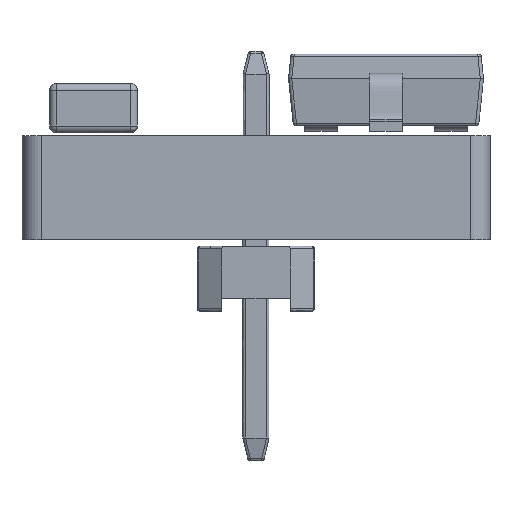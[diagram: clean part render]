
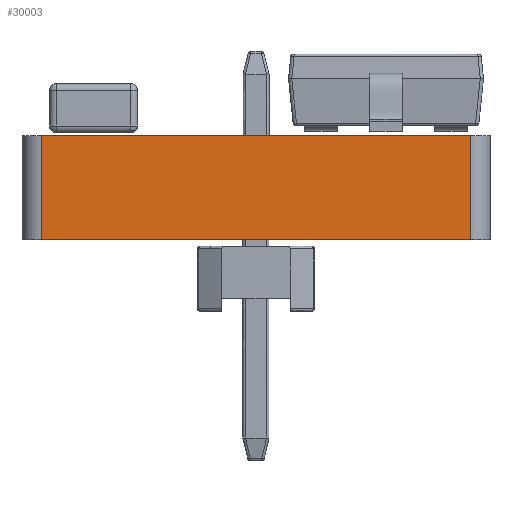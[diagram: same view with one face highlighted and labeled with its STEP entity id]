
A CAD part, front view. The second image highlights one B-rep face of the part: STEP entity #30003.
In plain terms, the highlighted planar face has unit normal (0, -1, 0).
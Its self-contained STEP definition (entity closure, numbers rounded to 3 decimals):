
#29885 = EDGE_CURVE('',#29886,#29888,#29890,.T.);
#29886 = VERTEX_POINT('',#29887);
#29887 = CARTESIAN_POINT('',(3.3,-0.9,0.));
#29888 = VERTEX_POINT('',#29889);
#29889 = CARTESIAN_POINT('',(3.3,-0.9,1.6));
#29890 = SURFACE_CURVE('',#29891,(#29895,#29907),.PCURVE_S1.);
#29891 = LINE('',#29892,#29893);
#29892 = CARTESIAN_POINT('',(3.3,-0.9,0.));
#29893 = VECTOR('',#29894,1.);
#29894 = DIRECTION('',(0.,0.,1.));
#29895 = PCURVE('',#29896,#29901);
#29896 = CYLINDRICAL_SURFACE('',#29897,0.3);
#29897 = AXIS2_PLACEMENT_3D('',#29898,#29899,#29900);
#29898 = CARTESIAN_POINT('',(3.3,-0.6,0.));
#29899 = DIRECTION('',(-0.,-0.,-1.));
#29900 = DIRECTION('',(1.,0.,-0.));
#29901 = DEFINITIONAL_REPRESENTATION('',(#29902),#29906);
#29902 = LINE('',#29903,#29904);
#29903 = CARTESIAN_POINT('',(-4.712,0.));
#29904 = VECTOR('',#29905,1.);
#29905 = DIRECTION('',(-0.,-1.));
#29906 = ( GEOMETRIC_REPRESENTATION_CONTEXT(2) 
PARAMETRIC_REPRESENTATION_CONTEXT() REPRESENTATION_CONTEXT('2D SPACE',''
  ) );
#29907 = PCURVE('',#29908,#29913);
#29908 = PLANE('',#29909);
#29909 = AXIS2_PLACEMENT_3D('',#29910,#29911,#29912);
#29910 = CARTESIAN_POINT('',(3.3,-0.9,0.));
#29911 = DIRECTION('',(0.,-1.,0.));
#29912 = DIRECTION('',(-1.,0.,0.));
#29913 = DEFINITIONAL_REPRESENTATION('',(#29914),#29918);
#29914 = LINE('',#29915,#29916);
#29915 = CARTESIAN_POINT('',(0.,0.));
#29916 = VECTOR('',#29917,1.);
#29917 = DIRECTION('',(0.,-1.));
#29918 = ( GEOMETRIC_REPRESENTATION_CONTEXT(2) 
PARAMETRIC_REPRESENTATION_CONTEXT() REPRESENTATION_CONTEXT('2D SPACE',''
  ) );
#29937 = PLANE('',#29938);
#29938 = AXIS2_PLACEMENT_3D('',#29939,#29940,#29941);
#29939 = CARTESIAN_POINT('',(0.,1.25,1.6));
#29940 = DIRECTION('',(0.,0.,1.));
#29941 = DIRECTION('',(1.,0.,-0.));
#29992 = PLANE('',#29993);
#29993 = AXIS2_PLACEMENT_3D('',#29994,#29995,#29996);
#29994 = CARTESIAN_POINT('',(0.,1.25,0.));
#29995 = DIRECTION('',(0.,0.,1.));
#29996 = DIRECTION('',(1.,0.,-0.));
#30003 = ADVANCED_FACE('',(#30004),#29908,.T.);
#30004 = FACE_BOUND('',#30005,.T.);
#30005 = EDGE_LOOP('',(#30006,#30007,#30030,#30058));
#30006 = ORIENTED_EDGE('',*,*,#29885,.T.);
#30007 = ORIENTED_EDGE('',*,*,#30008,.T.);
#30008 = EDGE_CURVE('',#29888,#30009,#30011,.T.);
#30009 = VERTEX_POINT('',#30010);
#30010 = CARTESIAN_POINT('',(-3.3,-0.9,1.6));
#30011 = SURFACE_CURVE('',#30012,(#30016,#30023),.PCURVE_S1.);
#30012 = LINE('',#30013,#30014);
#30013 = CARTESIAN_POINT('',(3.3,-0.9,1.6));
#30014 = VECTOR('',#30015,1.);
#30015 = DIRECTION('',(-1.,0.,0.));
#30016 = PCURVE('',#29908,#30017);
#30017 = DEFINITIONAL_REPRESENTATION('',(#30018),#30022);
#30018 = LINE('',#30019,#30020);
#30019 = CARTESIAN_POINT('',(0.,-1.6));
#30020 = VECTOR('',#30021,1.);
#30021 = DIRECTION('',(1.,0.));
#30022 = ( GEOMETRIC_REPRESENTATION_CONTEXT(2) 
PARAMETRIC_REPRESENTATION_CONTEXT() REPRESENTATION_CONTEXT('2D SPACE',''
  ) );
#30023 = PCURVE('',#29937,#30024);
#30024 = DEFINITIONAL_REPRESENTATION('',(#30025),#30029);
#30025 = LINE('',#30026,#30027);
#30026 = CARTESIAN_POINT('',(3.3,-2.15));
#30027 = VECTOR('',#30028,1.);
#30028 = DIRECTION('',(-1.,0.));
#30029 = ( GEOMETRIC_REPRESENTATION_CONTEXT(2) 
PARAMETRIC_REPRESENTATION_CONTEXT() REPRESENTATION_CONTEXT('2D SPACE',''
  ) );
#30030 = ORIENTED_EDGE('',*,*,#30031,.F.);
#30031 = EDGE_CURVE('',#30032,#30009,#30034,.T.);
#30032 = VERTEX_POINT('',#30033);
#30033 = CARTESIAN_POINT('',(-3.3,-0.9,0.));
#30034 = SURFACE_CURVE('',#30035,(#30039,#30046),.PCURVE_S1.);
#30035 = LINE('',#30036,#30037);
#30036 = CARTESIAN_POINT('',(-3.3,-0.9,0.));
#30037 = VECTOR('',#30038,1.);
#30038 = DIRECTION('',(0.,0.,1.));
#30039 = PCURVE('',#29908,#30040);
#30040 = DEFINITIONAL_REPRESENTATION('',(#30041),#30045);
#30041 = LINE('',#30042,#30043);
#30042 = CARTESIAN_POINT('',(6.6,0.));
#30043 = VECTOR('',#30044,1.);
#30044 = DIRECTION('',(0.,-1.));
#30045 = ( GEOMETRIC_REPRESENTATION_CONTEXT(2) 
PARAMETRIC_REPRESENTATION_CONTEXT() REPRESENTATION_CONTEXT('2D SPACE',''
  ) );
#30046 = PCURVE('',#30047,#30052);
#30047 = CYLINDRICAL_SURFACE('',#30048,0.3);
#30048 = AXIS2_PLACEMENT_3D('',#30049,#30050,#30051);
#30049 = CARTESIAN_POINT('',(-3.3,-0.6,0.));
#30050 = DIRECTION('',(-0.,-0.,-1.));
#30051 = DIRECTION('',(1.,0.,-0.));
#30052 = DEFINITIONAL_REPRESENTATION('',(#30053),#30057);
#30053 = LINE('',#30054,#30055);
#30054 = CARTESIAN_POINT('',(-4.712,0.));
#30055 = VECTOR('',#30056,1.);
#30056 = DIRECTION('',(-0.,-1.));
#30057 = ( GEOMETRIC_REPRESENTATION_CONTEXT(2) 
PARAMETRIC_REPRESENTATION_CONTEXT() REPRESENTATION_CONTEXT('2D SPACE',''
  ) );
#30058 = ORIENTED_EDGE('',*,*,#30059,.F.);
#30059 = EDGE_CURVE('',#29886,#30032,#30060,.T.);
#30060 = SURFACE_CURVE('',#30061,(#30065,#30072),.PCURVE_S1.);
#30061 = LINE('',#30062,#30063);
#30062 = CARTESIAN_POINT('',(3.3,-0.9,0.));
#30063 = VECTOR('',#30064,1.);
#30064 = DIRECTION('',(-1.,0.,0.));
#30065 = PCURVE('',#29908,#30066);
#30066 = DEFINITIONAL_REPRESENTATION('',(#30067),#30071);
#30067 = LINE('',#30068,#30069);
#30068 = CARTESIAN_POINT('',(0.,0.));
#30069 = VECTOR('',#30070,1.);
#30070 = DIRECTION('',(1.,0.));
#30071 = ( GEOMETRIC_REPRESENTATION_CONTEXT(2) 
PARAMETRIC_REPRESENTATION_CONTEXT() REPRESENTATION_CONTEXT('2D SPACE',''
  ) );
#30072 = PCURVE('',#29992,#30073);
#30073 = DEFINITIONAL_REPRESENTATION('',(#30074),#30078);
#30074 = LINE('',#30075,#30076);
#30075 = CARTESIAN_POINT('',(3.3,-2.15));
#30076 = VECTOR('',#30077,1.);
#30077 = DIRECTION('',(-1.,0.));
#30078 = ( GEOMETRIC_REPRESENTATION_CONTEXT(2) 
PARAMETRIC_REPRESENTATION_CONTEXT() REPRESENTATION_CONTEXT('2D SPACE',''
  ) );
